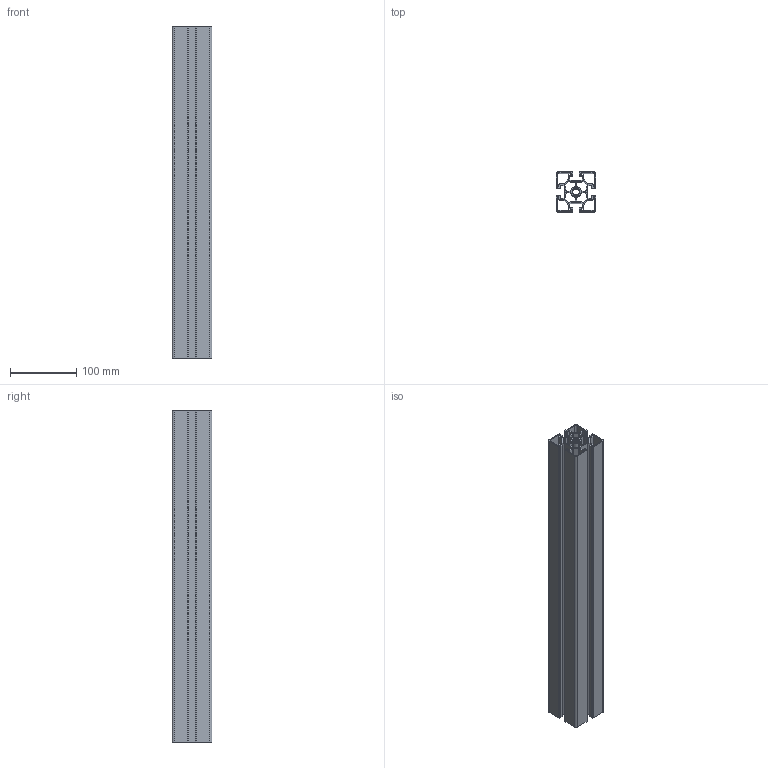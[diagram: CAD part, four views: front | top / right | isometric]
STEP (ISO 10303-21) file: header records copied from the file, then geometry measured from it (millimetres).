
FILE_DESCRIPTION (( 'STEP AP203' ), '1' );
FILE_NAME ('10 60X60.STEP', '2012-06-01T08:13:28', ( 'alle' ), ( 'Hewlett-Packard Company' ), 'SwSTEP 2.0', 'SolidWorks 2011', '' );
FILE_SCHEMA (( 'CONFIG_CONTROL_DESIGN' ));
Length unit declared in the file: millimetre
Products named in the file (1): M ATP B10 6060L
Bounding box: 60 x 60 x 500 mm (x, y, z)
Volume: 477674.3 mm3; surface area: 484961.5 mm2
Topology: 1 solids, 1 shells, 287 faces, 855 edges, 570 vertices
Faces by surface type: cylinder 153, plane 134
Entity records: 9848 total; most frequent: DIRECTION 1737, CARTESIAN_POINT 1713, ORIENTED_EDGE 1710, EDGE_CURVE 855, AXIS2_PLACEMENT_3D 594, VERTEX_POINT 570, LINE 549, VECTOR 549
